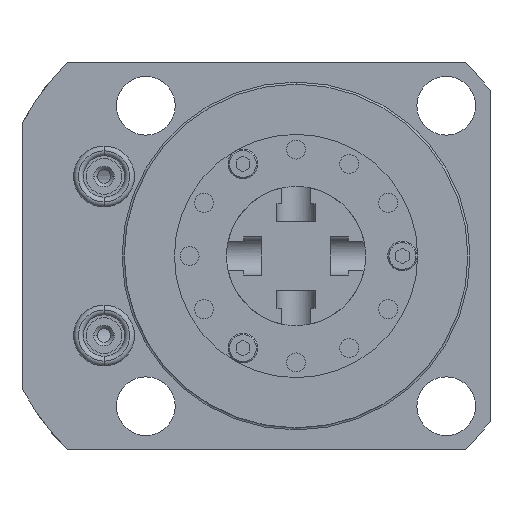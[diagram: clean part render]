
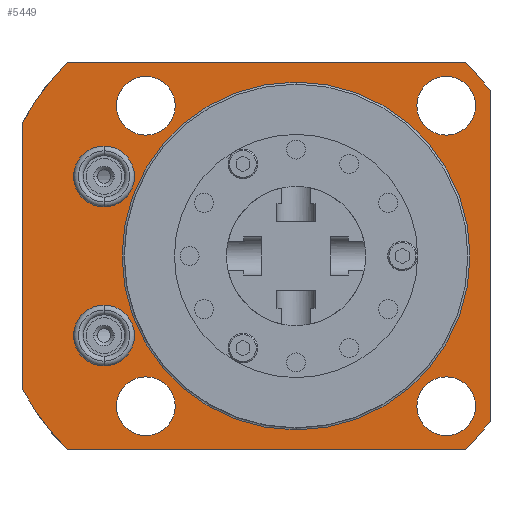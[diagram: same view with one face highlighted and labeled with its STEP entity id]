
A CAD part, front view. The second image highlights one B-rep face of the part: STEP entity #5449.
In plain terms, the highlighted planar face has unit normal (0, -1, 0).
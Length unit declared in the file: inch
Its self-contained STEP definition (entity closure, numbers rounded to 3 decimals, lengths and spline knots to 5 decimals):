
#1057=CARTESIAN_POINT('',(0.,3.127,0.));
#1058=DIRECTION('',(0.,-1.,0.));
#1059=DIRECTION('',(0.,0.,1.));
#1060=AXIS2_PLACEMENT_3D('',#1057,#1058,#1059);
#1081=CARTESIAN_POINT('',(-0.213,3.127,0.));
#1082=DIRECTION('',(0.,-1.,0.));
#1083=DIRECTION('',(-0.879,0.,-0.477));
#1084=AXIS2_PLACEMENT_3D('',#1081,#1082,#1083);
#1089=CARTESIAN_POINT('',(-0.213,3.127,0.));
#1090=DIRECTION('',(0.,-1.,0.));
#1091=DIRECTION('',(-0.717,0.,0.698));
#1092=AXIS2_PLACEMENT_3D('',#1089,#1090,#1091);
#1097=CARTESIAN_POINT('',(-0.213,3.127,0.));
#1098=DIRECTION('',(0.,-1.,0.));
#1099=DIRECTION('',(0.804,0.,0.595));
#1100=AXIS2_PLACEMENT_3D('',#1097,#1098,#1099);
#1105=CARTESIAN_POINT('',(-0.213,3.127,0.));
#1106=DIRECTION('',(0.,-1.,0.));
#1107=DIRECTION('',(0.717,0.,-0.698));
#1108=AXIS2_PLACEMENT_3D('',#1105,#1106,#1107);
#1113=CARTESIAN_POINT('',(1.08,3.127,-1.08));
#1114=DIRECTION('',(0.,-1.,0.));
#1115=DIRECTION('',(1.,0.,0.));
#1116=AXIS2_PLACEMENT_3D('',#1113,#1114,#1115);
#1121=CARTESIAN_POINT('',(1.08,3.127,-1.08));
#1122=DIRECTION('',(0.,-1.,0.));
#1123=DIRECTION('',(-1.,0.,0.));
#1124=AXIS2_PLACEMENT_3D('',#1121,#1122,#1123);
#1129=CARTESIAN_POINT('',(1.08,3.127,1.08));
#1130=DIRECTION('',(0.,-1.,0.));
#1131=DIRECTION('',(1.,0.,0.));
#1132=AXIS2_PLACEMENT_3D('',#1129,#1130,#1131);
#1137=CARTESIAN_POINT('',(1.08,3.127,1.08));
#1138=DIRECTION('',(0.,-1.,0.));
#1139=DIRECTION('',(-1.,0.,0.));
#1140=AXIS2_PLACEMENT_3D('',#1137,#1138,#1139);
#1145=CARTESIAN_POINT('',(-1.08,3.127,-1.08));
#1146=DIRECTION('',(0.,-1.,0.));
#1147=DIRECTION('',(1.,0.,0.));
#1148=AXIS2_PLACEMENT_3D('',#1145,#1146,#1147);
#1153=CARTESIAN_POINT('',(-1.08,3.127,-1.08));
#1154=DIRECTION('',(0.,-1.,0.));
#1155=DIRECTION('',(-1.,0.,0.));
#1156=AXIS2_PLACEMENT_3D('',#1153,#1154,#1155);
#1161=CARTESIAN_POINT('',(-1.08,3.127,1.08));
#1162=DIRECTION('',(0.,-1.,0.));
#1163=DIRECTION('',(1.,0.,0.));
#1164=AXIS2_PLACEMENT_3D('',#1161,#1162,#1163);
#1169=CARTESIAN_POINT('',(-1.08,3.127,1.08));
#1170=DIRECTION('',(0.,-1.,0.));
#1171=DIRECTION('',(-1.,0.,0.));
#1172=AXIS2_PLACEMENT_3D('',#1169,#1170,#1171);
#1177=CARTESIAN_POINT('',(-1.381,3.127,-0.572));
#1178=DIRECTION('',(0.,1.,0.));
#1179=DIRECTION('',(-1.,0.,0.));
#1180=AXIS2_PLACEMENT_3D('',#1177,#1178,#1179);
#1185=CARTESIAN_POINT('',(-1.381,3.127,-0.572));
#1186=DIRECTION('',(0.,1.,0.));
#1187=DIRECTION('',(1.,0.,0.));
#1188=AXIS2_PLACEMENT_3D('',#1185,#1186,#1187);
#1193=CARTESIAN_POINT('',(-1.381,3.127,0.572));
#1194=DIRECTION('',(0.,1.,0.));
#1195=DIRECTION('',(-1.,0.,0.));
#1196=AXIS2_PLACEMENT_3D('',#1193,#1194,#1195);
#1201=CARTESIAN_POINT('',(-1.381,3.127,0.572));
#1202=DIRECTION('',(0.,1.,0.));
#1203=DIRECTION('',(1.,0.,0.));
#1204=AXIS2_PLACEMENT_3D('',#1201,#1202,#1203);
#1251=DIRECTION('',(-1.,0.,0.));
#1252=VECTOR('',#1251,2.86634);
#1253=CARTESIAN_POINT('',(1.22017,3.127,-1.395));
#1254=LINE('',#1253,#1252);
#1346=DIRECTION('',(0.,0.,1.));
#1347=VECTOR('',#1346,1.90729);
#1348=CARTESIAN_POINT('',(-1.971,3.127,-0.95364));
#1349=LINE('',#1348,#1347);
#1694=DIRECTION('',(0.,0.,-1.));
#1695=VECTOR('',#1694,2.37852);
#1696=CARTESIAN_POINT('',(1.395,3.127,1.18926));
#1697=LINE('',#1696,#1695);
#1880=DIRECTION('',(1.,0.,0.));
#1881=VECTOR('',#1880,2.86634);
#1882=CARTESIAN_POINT('',(-1.64617,3.127,1.395));
#1883=LINE('',#1882,#1881);
#3168=CARTESIAN_POINT('',(0.,3.127,0.));
#3169=DIRECTION('',(0.,-1.,0.));
#3170=DIRECTION('',(0.,0.,-1.));
#3171=AXIS2_PLACEMENT_3D('',#3168,#3169,#3170);
#4147=CARTESIAN_POINT('',(1.22017,3.127,-1.395));
#4148=CARTESIAN_POINT('',(-1.64617,3.127,-1.395));
#4149=VERTEX_POINT('',#4147);
#4150=VERTEX_POINT('',#4148);
#4151=CARTESIAN_POINT('',(-1.971,3.127,-0.95364));
#4152=CARTESIAN_POINT('',(-1.971,3.127,0.95364));
#4153=VERTEX_POINT('',#4151);
#4154=VERTEX_POINT('',#4152);
#4155=CARTESIAN_POINT('',(-1.64617,3.127,1.395));
#4156=CARTESIAN_POINT('',(1.22017,3.127,1.395));
#4157=VERTEX_POINT('',#4155);
#4158=VERTEX_POINT('',#4156);
#4159=CARTESIAN_POINT('',(1.395,3.127,1.18926));
#4160=CARTESIAN_POINT('',(1.395,3.127,-1.18926));
#4161=VERTEX_POINT('',#4159);
#4162=VERTEX_POINT('',#4160);
#4163=CARTESIAN_POINT('',(1.291,3.127,-1.08));
#4164=CARTESIAN_POINT('',(0.869,3.127,-1.08));
#4165=VERTEX_POINT('',#4163);
#4166=VERTEX_POINT('',#4164);
#4171=CARTESIAN_POINT('',(-1.6,3.127,-0.572));
#4172=CARTESIAN_POINT('',(-1.162,3.127,-0.572));
#4173=VERTEX_POINT('',#4171);
#4174=VERTEX_POINT('',#4172);
#4191=CARTESIAN_POINT('',(0.,3.127,-1.251));
#4192=CARTESIAN_POINT('',(0.,3.127,1.251));
#4193=VERTEX_POINT('',#4191);
#4194=VERTEX_POINT('',#4192);
#4241=CARTESIAN_POINT('',(1.291,3.127,1.08));
#4242=CARTESIAN_POINT('',(0.869,3.127,1.08));
#4243=VERTEX_POINT('',#4241);
#4244=VERTEX_POINT('',#4242);
#4245=CARTESIAN_POINT('',(-0.869,3.127,-1.08));
#4246=CARTESIAN_POINT('',(-1.291,3.127,-1.08));
#4247=VERTEX_POINT('',#4245);
#4248=VERTEX_POINT('',#4246);
#4249=CARTESIAN_POINT('',(-0.869,3.127,1.08));
#4250=CARTESIAN_POINT('',(-1.291,3.127,1.08));
#4251=VERTEX_POINT('',#4249);
#4252=VERTEX_POINT('',#4250);
#4324=CARTESIAN_POINT('',(-1.6,3.127,0.572));
#4325=CARTESIAN_POINT('',(-1.162,3.127,0.572));
#4326=VERTEX_POINT('',#4324);
#4327=VERTEX_POINT('',#4325);
#5385=CARTESIAN_POINT('',(0.,3.127,0.));
#5386=DIRECTION('',(0.,-1.,0.));
#5387=DIRECTION('',(0.,0.,1.));
#5388=AXIS2_PLACEMENT_3D('',#5385,#5386,#5387);
#5389=PLANE('',#5388);
#5391=ORIENTED_EDGE('',*,*,#5390,.T.);
#5393=ORIENTED_EDGE('',*,*,#5392,.F.);
#5395=ORIENTED_EDGE('',*,*,#5394,.T.);
#5397=ORIENTED_EDGE('',*,*,#5396,.F.);
#5399=ORIENTED_EDGE('',*,*,#5398,.T.);
#5401=ORIENTED_EDGE('',*,*,#5400,.F.);
#5403=ORIENTED_EDGE('',*,*,#5402,.T.);
#5405=ORIENTED_EDGE('',*,*,#5404,.F.);
#5406=EDGE_LOOP('',(#5391,#5393,#5395,#5397,#5399,#5401,#5403,#5405));
#5407=FACE_OUTER_BOUND('',#5406,.F.);
#5409=ORIENTED_EDGE('',*,*,#5408,.T.);
#5410=ORIENTED_EDGE('',*,*,#5375,.T.);
#5411=EDGE_LOOP('',(#5409,#5410));
#5412=FACE_BOUND('',#5411,.F.);
#5414=ORIENTED_EDGE('',*,*,#5413,.T.);
#5416=ORIENTED_EDGE('',*,*,#5415,.T.);
#5417=EDGE_LOOP('',(#5414,#5416));
#5418=FACE_BOUND('',#5417,.F.);
#5420=ORIENTED_EDGE('',*,*,#5419,.T.);
#5422=ORIENTED_EDGE('',*,*,#5421,.T.);
#5423=EDGE_LOOP('',(#5420,#5422));
#5424=FACE_BOUND('',#5423,.F.);
#5426=ORIENTED_EDGE('',*,*,#5425,.T.);
#5428=ORIENTED_EDGE('',*,*,#5427,.T.);
#5429=EDGE_LOOP('',(#5426,#5428));
#5430=FACE_BOUND('',#5429,.F.);
#5432=ORIENTED_EDGE('',*,*,#5431,.T.);
#5434=ORIENTED_EDGE('',*,*,#5433,.T.);
#5435=EDGE_LOOP('',(#5432,#5434));
#5436=FACE_BOUND('',#5435,.F.);
#5438=ORIENTED_EDGE('',*,*,#5437,.F.);
#5440=ORIENTED_EDGE('',*,*,#5439,.F.);
#5441=EDGE_LOOP('',(#5438,#5440));
#5442=FACE_BOUND('',#5441,.F.);
#5444=ORIENTED_EDGE('',*,*,#5443,.F.);
#5446=ORIENTED_EDGE('',*,*,#5445,.F.);
#5447=EDGE_LOOP('',(#5444,#5446));
#5448=FACE_BOUND('',#5447,.F.);
#1061=CIRCLE('',#1060,1.251);
#1085=CIRCLE('',#1084,2.);
#1093=CIRCLE('',#1092,2.);
#1101=CIRCLE('',#1100,2.);
#1109=CIRCLE('',#1108,2.);
#1117=CIRCLE('',#1116,0.211);
#1125=CIRCLE('',#1124,0.211);
#1133=CIRCLE('',#1132,0.211);
#1141=CIRCLE('',#1140,0.211);
#1149=CIRCLE('',#1148,0.211);
#1157=CIRCLE('',#1156,0.211);
#1165=CIRCLE('',#1164,0.211);
#1173=CIRCLE('',#1172,0.211);
#1181=CIRCLE('',#1180,0.219);
#1189=CIRCLE('',#1188,0.219);
#1197=CIRCLE('',#1196,0.219);
#1205=CIRCLE('',#1204,0.219);
#3172=CIRCLE('',#3171,1.251);
#5375=EDGE_CURVE('',#4194,#4193,#1061,.T.);
#5390=EDGE_CURVE('',#4149,#4150,#1254,.T.);
#5392=EDGE_CURVE('',#4153,#4150,#1085,.T.);
#5394=EDGE_CURVE('',#4153,#4154,#1349,.T.);
#5396=EDGE_CURVE('',#4157,#4154,#1093,.T.);
#5398=EDGE_CURVE('',#4157,#4158,#1883,.T.);
#5400=EDGE_CURVE('',#4161,#4158,#1101,.T.);
#5402=EDGE_CURVE('',#4161,#4162,#1697,.T.);
#5404=EDGE_CURVE('',#4149,#4162,#1109,.T.);
#5408=EDGE_CURVE('',#4193,#4194,#3172,.T.);
#5413=EDGE_CURVE('',#4165,#4166,#1117,.T.);
#5415=EDGE_CURVE('',#4166,#4165,#1125,.T.);
#5419=EDGE_CURVE('',#4243,#4244,#1133,.T.);
#5421=EDGE_CURVE('',#4244,#4243,#1141,.T.);
#5425=EDGE_CURVE('',#4247,#4248,#1149,.T.);
#5427=EDGE_CURVE('',#4248,#4247,#1157,.T.);
#5431=EDGE_CURVE('',#4251,#4252,#1165,.T.);
#5433=EDGE_CURVE('',#4252,#4251,#1173,.T.);
#5437=EDGE_CURVE('',#4173,#4174,#1181,.T.);
#5439=EDGE_CURVE('',#4174,#4173,#1189,.T.);
#5443=EDGE_CURVE('',#4326,#4327,#1197,.T.);
#5445=EDGE_CURVE('',#4327,#4326,#1205,.T.);
#5449=ADVANCED_FACE('',(#5407,#5412,#5418,#5424,#5430,#5436,#5442,#5448),#5389,
.T.);
